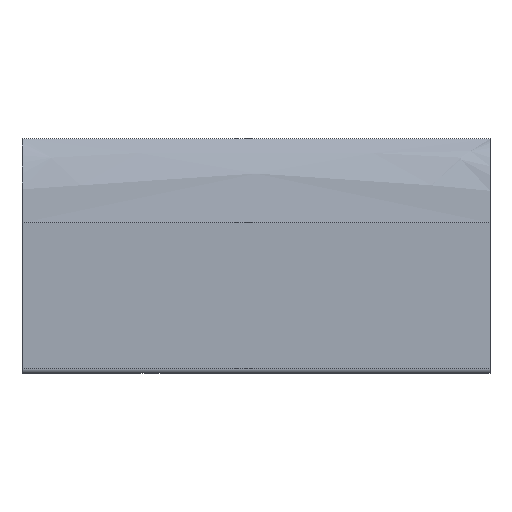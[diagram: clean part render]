
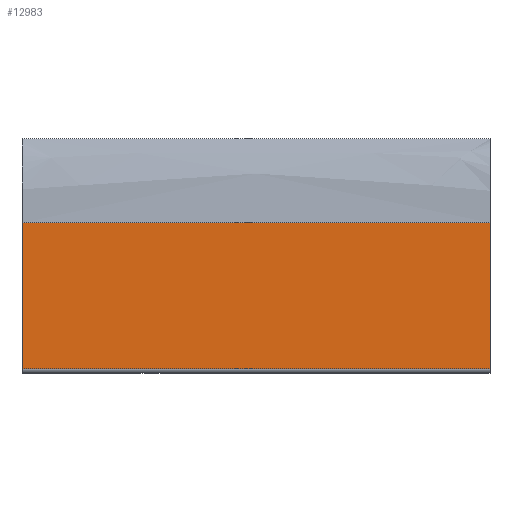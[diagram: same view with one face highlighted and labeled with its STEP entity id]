
A CAD part, front view. The second image highlights one B-rep face of the part: STEP entity #12983.
In plain terms, the highlighted planar face has unit normal (0, -1, 0).
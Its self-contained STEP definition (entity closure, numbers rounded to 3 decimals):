
#12970=AXIS2_PLACEMENT_3D('Plane Axis2P3D',#12967,#12968,#12969) ;
#1358=CARTESIAN_POINT('Vertex',(0.,-108.75,0.8)) ;
#1361=CARTESIAN_POINT('Line Origine',(0.,-108.75,16.4)) ;
#1365=CARTESIAN_POINT('Vertex',(0.,-108.75,32.)) ;
#6498=CARTESIAN_POINT('Vertex',(100.,-108.75,32.)) ;
#6501=CARTESIAN_POINT('Line Origine',(100.,-108.75,16.4)) ;
#6505=CARTESIAN_POINT('Vertex',(100.,-108.75,0.8)) ;
#12955=CARTESIAN_POINT('Line Origine',(50.61,-108.75,32.)) ;
#12967=CARTESIAN_POINT('Axis2P3D Location',(0.,-108.75,0.)) ;
#12972=CARTESIAN_POINT('Line Origine',(50.,-108.75,0.8)) ;
#1362=DIRECTION('Vector Direction',(0.,0.,1.)) ;
#6502=DIRECTION('Vector Direction',(0.,0.,1.)) ;
#12956=DIRECTION('Vector Direction',(1.,0.,0.)) ;
#12968=DIRECTION('Axis2P3D Direction',(0.,1.,0.)) ;
#12969=DIRECTION('Axis2P3D XDirection',(0.,0.,1.)) ;
#12973=DIRECTION('Vector Direction',(1.,0.,0.)) ;
#1363=VECTOR('Line Direction',#1362,1.) ;
#6503=VECTOR('Line Direction',#6502,1.) ;
#12957=VECTOR('Line Direction',#12956,1.) ;
#12974=VECTOR('Line Direction',#12973,1.) ;
#12978=ORIENTED_EDGE('',*,*,#12976,.T.) ;
#12979=ORIENTED_EDGE('',*,*,#6507,.T.) ;
#12980=ORIENTED_EDGE('',*,*,#12959,.F.) ;
#12981=ORIENTED_EDGE('',*,*,#1367,.T.) ;
#12983=ADVANCED_FACE('Corps_principal',(#12982),#12971,.F.) ;
#1367=EDGE_CURVE('',#1366,#1359,#1364,.F.) ;
#6507=EDGE_CURVE('',#6506,#6499,#6504,.T.) ;
#12959=EDGE_CURVE('',#1366,#6499,#12958,.T.) ;
#12976=EDGE_CURVE('',#1359,#6506,#12975,.T.) ;
#12977=EDGE_LOOP('',(#12978,#12979,#12980,#12981)) ;
#12982=FACE_OUTER_BOUND('',#12977,.T.) ;
#1364=LINE('Line',#1361,#1363) ;
#6504=LINE('Line',#6501,#6503) ;
#12958=LINE('Line',#12955,#12957) ;
#12975=LINE('Line',#12972,#12974) ;
#12971=PLANE('',#12970) ;
#1359=VERTEX_POINT('',#1358) ;
#1366=VERTEX_POINT('',#1365) ;
#6499=VERTEX_POINT('',#6498) ;
#6506=VERTEX_POINT('',#6505) ;
